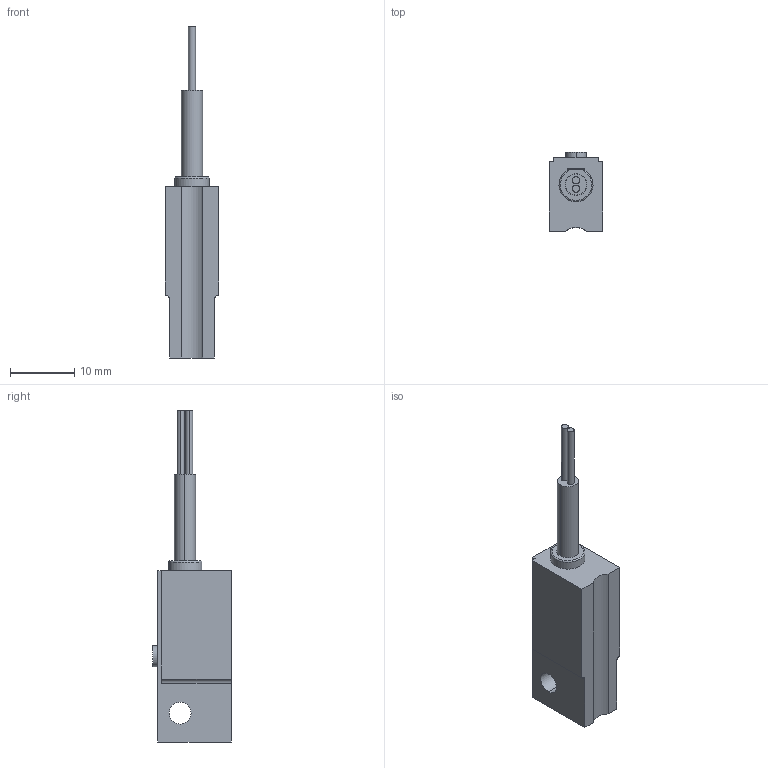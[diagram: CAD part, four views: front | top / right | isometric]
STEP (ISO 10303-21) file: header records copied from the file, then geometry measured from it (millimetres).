
FILE_DESCRIPTION((''),'2;1');
FILE_NAME('BO-C73','2020-05-25T15:42:00',('Administrator'),(''),'CREO PARAMETRIC BY PTC INC, 2018400','CREO PARAMETRIC BY PTC INC, 2018400','');
FILE_SCHEMA(('AUTOMOTIVE_DESIGN { 1 0 10303 214 1 1 1 1 }'));
Length unit declared in the file: millimetre
Products named in the file (1): BO-C73
Bounding box: 8.3 x 12.3 x 51.7 mm (x, y, z)
Volume: 2459.4 mm3; surface area: 1555.5 mm2
Topology: 1 solids, 1 shells, 53 faces, 124 edges, 80 vertices
Faces by surface type: plane 25, cylinder 25, sphere 2, torus 1
Entity records: 1685 total; most frequent: DIRECTION 277, CARTESIAN_POINT 271, ORIENTED_EDGE 248, EDGE_CURVE 124, AXIS2_PLACEMENT_3D 102, VERTEX_POINT 80, VECTOR 73, LINE 73
